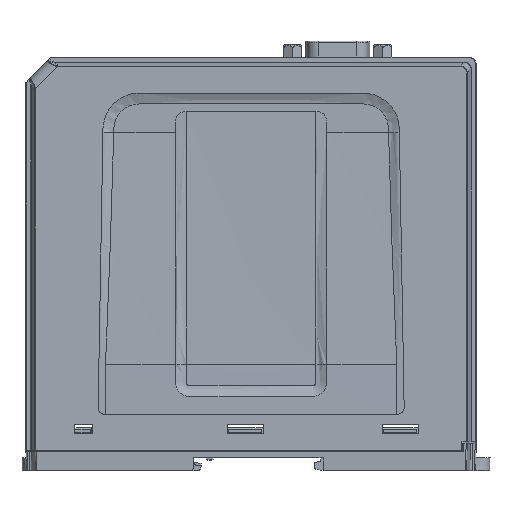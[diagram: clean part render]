
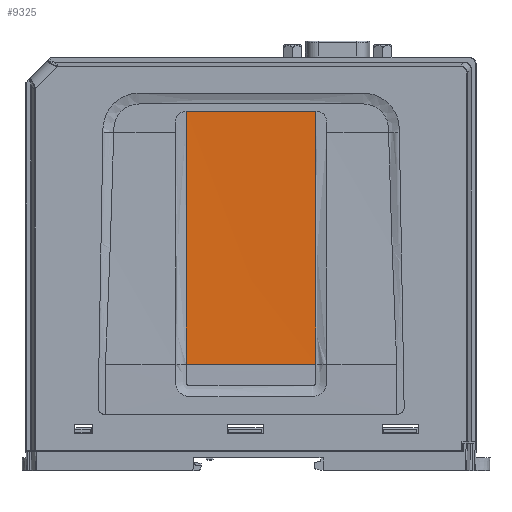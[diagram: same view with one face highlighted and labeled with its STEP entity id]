
A CAD part, top view. The second image highlights one B-rep face of the part: STEP entity #9325.
In plain terms, the highlighted free-form (B-spline) face has degree [3, 3] with [7, 6] control points.
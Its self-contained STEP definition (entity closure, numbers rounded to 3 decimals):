
#110 = CARTESIAN_POINT ( 'NONE',  ( 18., -27.973, 12.46 ) ) ;
#564 = CARTESIAN_POINT ( 'NONE',  ( -18., -30.601, 12.474 ) ) ;
#1355 = EDGE_CURVE ( 'NONE', #2390, #53531, #148347, .T. ) ;
#2145 = CARTESIAN_POINT ( 'NONE',  ( 15., -22.801, 12.431 ) ) ;
#2390 = VERTEX_POINT ( 'NONE', #6607 ) ;
#5872 = CARTESIAN_POINT ( 'NONE',  ( -6.001, -30.601, 12.474 ) ) ;
#6607 = CARTESIAN_POINT ( 'NONE',  ( 18., -30.601, 12.474 ) ) ;
#7582 = CARTESIAN_POINT ( 'NONE',  ( -18., -22.801, 12.431 ) ) ;
#9325 = ADVANCED_FACE ( 'NONE', ( #96630 ), #139171, .T. ) ;
#9874 = CARTESIAN_POINT ( 'NONE',  ( 18., 16.2, 12.5 ) ) ;
#12997 = CARTESIAN_POINT ( 'NONE',  ( -18., 39.6, 12.5 ) ) ;
#16820 = VECTOR ( 'NONE', #165645, 1000. ) ;
#17177 = CARTESIAN_POINT ( 'NONE',  ( 18., 16.625, 12.458 ) ) ;
#21796 = B_SPLINE_CURVE_WITH_KNOTS ( 'NONE', 3,
 ( #152472, #21852, #79997, #138218, #7582, #564 ),
 .UNSPECIFIED., .F., .F.,
 ( 4, 1, 1, 4 ),
 ( 0., 0.333, 0.667, 1. ),
 .UNSPECIFIED. ) ;
#21852 = CARTESIAN_POINT ( 'NONE',  ( -18., 31.8, 12.5 ) ) ;
#22323 = CARTESIAN_POINT ( 'NONE',  ( 18., -6.999, 12.296 ) ) ;
#26047 = CARTESIAN_POINT ( 'NONE',  ( 15., -7.202, 12.2 ) ) ;
#27902 = CARTESIAN_POINT ( 'NONE',  ( 0., 16.2, 12.5 ) ) ;
#28129 = ORIENTED_EDGE ( 'NONE', *, *, #44865, .F. ) ;
#28850 = CARTESIAN_POINT ( 'NONE',  ( 9., -30.601, 12.474 ) ) ;
#30557 = CARTESIAN_POINT ( 'NONE',  ( 18., 35.791, 12.5 ) ) ;
#30727 = CARTESIAN_POINT ( 'NONE',  ( -15., 31.8, 12.5 ) ) ;
#31678 = CARTESIAN_POINT ( 'NONE',  ( -18., 31.8, 12.5 ) ) ;
#34621 = B_SPLINE_CURVE_WITH_KNOTS ( 'NONE', 3,
 ( #178409, #47846, #5872, #149847 ),
 .UNSPECIFIED., .F., .F.,
 ( 4, 4 ),
 ( 0., 1. ),
 .UNSPECIFIED. ) ;
#39419 = CARTESIAN_POINT ( 'NONE',  ( 15., 31.8, 12.5 ) ) ;
#44133 = CARTESIAN_POINT ( 'NONE',  ( 0., -22.801, 12.431 ) ) ;
#44865 = EDGE_CURVE ( 'NONE', #2390, #153962, #34621, .T. ) ;
#45059 = CARTESIAN_POINT ( 'NONE',  ( -18., -7.202, 12.2 ) ) ;
#45818 = CARTESIAN_POINT ( 'NONE',  ( 18., 24.537, 12.49 ) ) ;
#45993 = CARTESIAN_POINT ( 'NONE',  ( -18., -30.601, 12.474 ) ) ;
#46757 = CARTESIAN_POINT ( 'NONE',  ( 18., 39.263, 12.5 ) ) ;
#46933 = CARTESIAN_POINT ( 'NONE',  ( -15., 39.6, 12.5 ) ) ;
#47846 = CARTESIAN_POINT ( 'NONE',  ( 6.001, -30.601, 12.474 ) ) ;
#47861 = ORIENTED_EDGE ( 'NONE', *, *, #123884, .T. ) ;
#51895 = CARTESIAN_POINT ( 'NONE',  ( 18., 6.013, 12.369 ) ) ;
#53531 = VERTEX_POINT ( 'NONE', #138815 ) ;
#58260 = CARTESIAN_POINT ( 'NONE',  ( 18., -24.066, 12.426 ) ) ;
#58426 = CARTESIAN_POINT ( 'NONE',  ( -9., -7.202, 12.2 ) ) ;
#59209 = CARTESIAN_POINT ( 'NONE',  ( 18., 38.585, 12.5 ) ) ;
#60316 = CARTESIAN_POINT ( 'NONE',  ( 9.001, -7.202, 12.2 ) ) ;
#68025 = CARTESIAN_POINT ( 'NONE',  ( 18., -7.202, 12.2 ) ) ;
#72442 = CARTESIAN_POINT ( 'NONE',  ( -18., -30.601, 12.474 ) ) ;
#73635 = CARTESIAN_POINT ( 'NONE',  ( 0., 31.8, 12.5 ) ) ;
#74406 = CARTESIAN_POINT ( 'NONE',  ( 18., 30.078, 12.497 ) ) ;
#79997 = CARTESIAN_POINT ( 'NONE',  ( -18., 16.2, 12.5 ) ) ;
#80459 = CARTESIAN_POINT ( 'NONE',  ( 18., 0.765, 12.325 ) ) ;
#82961 = ORIENTED_EDGE ( 'NONE', *, *, #136365, .T. ) ;
#83490 = ORIENTED_EDGE ( 'NONE', *, *, #1355, .T. ) ;
#86040 = CARTESIAN_POINT ( 'NONE',  ( 9., 31.8, 12.5 ) ) ;
#86984 = CARTESIAN_POINT ( 'NONE',  ( 9., 16.2, 12.5 ) ) ;
#87947 = CARTESIAN_POINT ( 'NONE',  ( -9., 31.8, 12.5 ) ) ;
#88713 = CARTESIAN_POINT ( 'NONE',  ( 18., 39.6, 12.5 ) ) ;
#96630 = FACE_OUTER_BOUND ( 'NONE', #144096, .T. ) ;
#97585 = CARTESIAN_POINT ( 'NONE',  ( 15., 16.2, 12.5 ) ) ;
#98519 = CARTESIAN_POINT ( 'NONE',  ( 15., 39.6, 12.5 ) ) ;
#99453 = CARTESIAN_POINT ( 'NONE',  ( 18., 39.6, 12.5 ) ) ;
#101300 = CARTESIAN_POINT ( 'NONE',  ( 0., 39.6, 12.5 ) ) ;
#102083 = CARTESIAN_POINT ( 'NONE',  ( 18., -13.549, 12.331 ) ) ;
#103011 = CARTESIAN_POINT ( 'NONE',  ( 18., 33.969, 12.499 ) ) ;
#103183 = CARTESIAN_POINT ( 'NONE',  ( -18., -22.801, 12.431 ) ) ;
#103959 = CARTESIAN_POINT ( 'NONE',  ( 18., 37.552, 12.5 ) ) ;
#104128 = CARTESIAN_POINT ( 'NONE',  ( -9., 16.2, 12.5 ) ) ;
#111405 = VERTEX_POINT ( 'NONE', #12997 ) ;
#111911 = CARTESIAN_POINT ( 'NONE',  ( 18., -22.801, 12.431 ) ) ;
#116402 = CARTESIAN_POINT ( 'NONE',  ( 18., -20.132, 12.389 ) ) ;
#116570 = CARTESIAN_POINT ( 'NONE',  ( 15., -30.601, 12.474 ) ) ;
#117354 = CARTESIAN_POINT ( 'NONE',  ( 18., 35.19, 12.5 ) ) ;
#117521 = CARTESIAN_POINT ( 'NONE',  ( -18., 39.6, 12.5 ) ) ;
#118444 = CARTESIAN_POINT ( 'NONE',  ( -9., 39.6, 12.5 ) ) ;
#123884 = EDGE_CURVE ( 'NONE', #53531, #111405, #179922, .T. ) ;
#129940 = CARTESIAN_POINT ( 'NONE',  ( 9., 39.6, 12.5 ) ) ;
#133692 = CARTESIAN_POINT ( 'NONE',  ( 0., -7.202, 12.2 ) ) ;
#136365 = EDGE_CURVE ( 'NONE', #111405, #153962, #21796, .T. ) ;
#138218 = CARTESIAN_POINT ( 'NONE',  ( -18., -7.202, 12.2 ) ) ;
#138678 = CARTESIAN_POINT ( 'NONE',  ( 18., -30.601, 12.474 ) ) ;
#138815 = CARTESIAN_POINT ( 'NONE',  ( 18., 39.6, 12.5 ) ) ;
#139171 = B_SPLINE_SURFACE_WITH_KNOTS ( 'NONE', 3, 3, ( 
 ( #99453, #140488, #9874, #68025, #111911, #170011 ),
 ( #98519, #39419, #97585, #26047, #2145, #116570 ),
 ( #129940, #86040, #86984, #60316, #144206, #28850 ),
 ( #101300, #73635, #27902, #133692, #44133, #146079 ),
 ( #118444, #87947, #104128, #58426, #175597, #160391 ),
 ( #46933, #30727, #147966, #162287, #176534, #147032 ),
 ( #117521, #31678, #159444, #45059, #103183, #45993 ) ),
 .UNSPECIFIED., .F., .F., .F.,
 ( 4, 1, 1, 1, 4 ),
 ( 4, 1, 1, 4 ),
 ( 0., 0.25, 0.5, 0.75, 1. ),
 ( 0., 0.333, 0.667, 1. ),
 .UNSPECIFIED. ) ;
#140488 = CARTESIAN_POINT ( 'NONE',  ( 18., 31.8, 12.5 ) ) ;
#144096 = EDGE_LOOP ( 'NONE', ( #47861, #82961, #28129, #83490 ) ) ;
#144206 = CARTESIAN_POINT ( 'NONE',  ( 9., -22.801, 12.431 ) ) ;
#146079 = CARTESIAN_POINT ( 'NONE',  ( 0., -30.601, 12.474 ) ) ;
#146860 = CARTESIAN_POINT ( 'NONE',  ( 18., 34.705, 12.5 ) ) ;
#147032 = CARTESIAN_POINT ( 'NONE',  ( -15., -30.601, 12.474 ) ) ;
#147966 = CARTESIAN_POINT ( 'NONE',  ( -15., 16.2, 12.5 ) ) ;
#148347 = B_SPLINE_CURVE_WITH_KNOTS ( 'NONE', 3,
 ( #138678, #110, #58260, #116402, #174484, #102083, #22323, #80459, #51895, #182473, #17177, #45818, #74406, #176363, #103011, #146860, #117354, #30557, #177322, #103959, #59209, #46757, #88713 ),
 .UNSPECIFIED., .F., .F.,
 ( 4, 1, 1, 1, 1, 1, 1, 1, 1, 1, 1, 1, 1, 1, 1, 2, 1, 1, 1, 4 ),
 ( 0., 0.112, 0.167, 0.168, 0.224, 0.336, 0.448, 0.556, 0.56, 0.672, 0.784, 0.896, 0.906, 0.917, 0.927, 0.938, 0.953, 0.969, 0.984, 1. ),
 .UNSPECIFIED. ) ;
#149847 = CARTESIAN_POINT ( 'NONE',  ( -18., -30.601, 12.474 ) ) ;
#152472 = CARTESIAN_POINT ( 'NONE',  ( -18., 39.6, 12.5 ) ) ;
#153962 = VERTEX_POINT ( 'NONE', #72442 ) ;
#159444 = CARTESIAN_POINT ( 'NONE',  ( -18., 16.2, 12.5 ) ) ;
#160391 = CARTESIAN_POINT ( 'NONE',  ( -9., -30.601, 12.474 ) ) ;
#162287 = CARTESIAN_POINT ( 'NONE',  ( -15., -7.202, 12.2 ) ) ;
#165645 = DIRECTION ( 'NONE',  ( -1., 0., 0. ) ) ;
#166576 = CARTESIAN_POINT ( 'NONE',  ( 62.5, 39.6, 12.5 ) ) ;
#170011 = CARTESIAN_POINT ( 'NONE',  ( 18., -30.601, 12.474 ) ) ;
#174484 = CARTESIAN_POINT ( 'NONE',  ( 18., -17.511, 12.365 ) ) ;
#175597 = CARTESIAN_POINT ( 'NONE',  ( -9., -22.801, 12.431 ) ) ;
#176363 = CARTESIAN_POINT ( 'NONE',  ( 18., 33.228, 12.499 ) ) ;
#176534 = CARTESIAN_POINT ( 'NONE',  ( -15., -22.801, 12.431 ) ) ;
#177322 = CARTESIAN_POINT ( 'NONE',  ( 18., 36.503, 12.5 ) ) ;
#178409 = CARTESIAN_POINT ( 'NONE',  ( 18., -30.601, 12.474 ) ) ;
#179922 = LINE ( 'NONE', #166576, #16820 ) ;
#182473 = CARTESIAN_POINT ( 'NONE',  ( 18., 11.266, 12.413 ) ) ;
